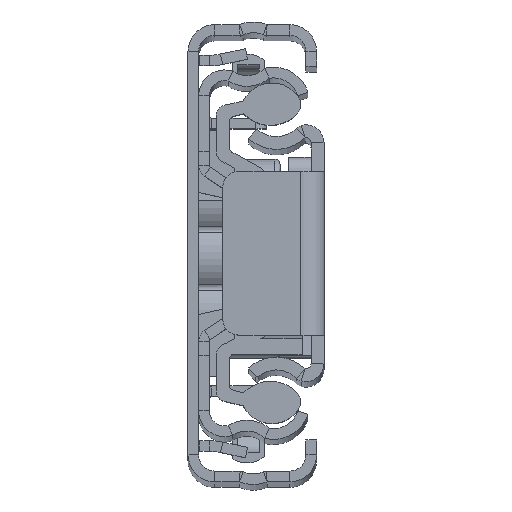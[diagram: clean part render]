
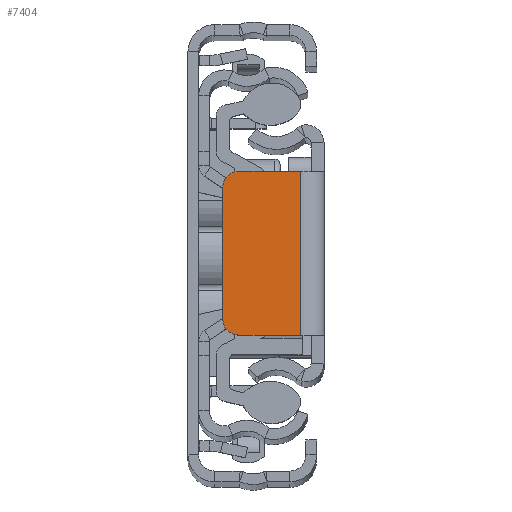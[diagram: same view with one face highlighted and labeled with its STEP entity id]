
A CAD part, top view. The second image highlights one B-rep face of the part: STEP entity #7404.
In plain terms, the highlighted planar face has unit normal (0, 0, 1).
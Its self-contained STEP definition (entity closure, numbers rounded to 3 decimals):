
#261 = AXIS2_PLACEMENT_3D ( 'NONE', #10849, #16972, #18659 ) ;
#459 = DIRECTION ( 'NONE',  ( 0., -1., 0. ) ) ;
#471 = EDGE_CURVE ( 'NONE', #12735, #8438, #15849, .T. ) ;
#1024 = ORIENTED_EDGE ( 'NONE', *, *, #7924, .T. ) ;
#1652 = CARTESIAN_POINT ( 'NONE',  ( -9.45, -6.15, 0. ) ) ;
#1808 = DIRECTION ( 'NONE',  ( -1., 0., 0. ) ) ;
#2736 = VERTEX_POINT ( 'NONE', #1652 ) ;
#3510 = CARTESIAN_POINT ( 'NONE',  ( -7.95, 7.65, 0. ) ) ;
#4758 = VECTOR ( 'NONE', #1808, 1000. ) ;
#4856 = CIRCLE ( 'NONE', #15616, 1.5 ) ;
#5009 = CIRCLE ( 'NONE', #6357, 1.5 ) ;
#5605 = LINE ( 'NONE', #13717, #7848 ) ;
#5947 = CARTESIAN_POINT ( 'NONE',  ( -7.95, -6.15, 0. ) ) ;
#6257 = ORIENTED_EDGE ( 'NONE', *, *, #471, .T. ) ;
#6357 = AXIS2_PLACEMENT_3D ( 'NONE', #19169, #16202, #6621 ) ;
#6621 = DIRECTION ( 'NONE',  ( -1., 0., 0. ) ) ;
#6637 = CARTESIAN_POINT ( 'NONE',  ( -7.95, -7.65, 0. ) ) ;
#6724 = VERTEX_POINT ( 'NONE', #9663 ) ;
#7370 = FACE_OUTER_BOUND ( 'NONE', #12335, .T. ) ;
#7404 = ADVANCED_FACE ( 'NONE', ( #7370 ), #15587, .F. ) ;
#7577 = VERTEX_POINT ( 'NONE', #6637 ) ;
#7848 = VECTOR ( 'NONE', #16888, 1000. ) ;
#7924 = EDGE_CURVE ( 'NONE', #8438, #11412, #5009, .T. ) ;
#7965 = CARTESIAN_POINT ( 'NONE',  ( 0., 7.65, 0. ) ) ;
#8438 = VERTEX_POINT ( 'NONE', #3510 ) ;
#9663 = CARTESIAN_POINT ( 'NONE',  ( -2.2, -7.65, 0. ) ) ;
#10528 = ORIENTED_EDGE ( 'NONE', *, *, #13668, .T. ) ;
#10806 = VECTOR ( 'NONE', #459, 1000. ) ;
#10849 = CARTESIAN_POINT ( 'NONE',  ( 0., 0., 0. ) ) ;
#11071 = DIRECTION ( 'NONE',  ( 1., 0., 0. ) ) ;
#11412 = VERTEX_POINT ( 'NONE', #17244 ) ;
#11495 = LINE ( 'NONE', #17804, #16952 ) ;
#11515 = EDGE_CURVE ( 'NONE', #12735, #6724, #16807, .T. ) ;
#12335 = EDGE_LOOP ( 'NONE', ( #19850, #17448, #10528, #19241, #6257, #1024 ) ) ;
#12735 = VERTEX_POINT ( 'NONE', #18651 ) ;
#13668 = EDGE_CURVE ( 'NONE', #7577, #6724, #11495, .T. ) ;
#13717 = CARTESIAN_POINT ( 'NONE',  ( -9.45, 0., 0. ) ) ;
#14278 = DIRECTION ( 'NONE',  ( 0., 0., 1. ) ) ;
#14656 = EDGE_CURVE ( 'NONE', #11412, #2736, #5605, .T. ) ;
#15587 = PLANE ( 'NONE',  #261 ) ;
#15616 = AXIS2_PLACEMENT_3D ( 'NONE', #5947, #14278, #18816 ) ;
#15849 = LINE ( 'NONE', #7965, #4758 ) ;
#16202 = DIRECTION ( 'NONE',  ( 0., 0., 1. ) ) ;
#16357 = EDGE_CURVE ( 'NONE', #2736, #7577, #4856, .T. ) ;
#16807 = LINE ( 'NONE', #18084, #10806 ) ;
#16888 = DIRECTION ( 'NONE',  ( 0., -1., 0. ) ) ;
#16952 = VECTOR ( 'NONE', #11071, 1000. ) ;
#16972 = DIRECTION ( 'NONE',  ( 0., 0., -1. ) ) ;
#17244 = CARTESIAN_POINT ( 'NONE',  ( -9.45, 6.15, 0. ) ) ;
#17448 = ORIENTED_EDGE ( 'NONE', *, *, #16357, .T. ) ;
#17804 = CARTESIAN_POINT ( 'NONE',  ( 0., -7.65, 0. ) ) ;
#18084 = CARTESIAN_POINT ( 'NONE',  ( -2.2, -7.65, 0. ) ) ;
#18651 = CARTESIAN_POINT ( 'NONE',  ( -2.2, 7.65, 0. ) ) ;
#18659 = DIRECTION ( 'NONE',  ( -1., 0., 0. ) ) ;
#18816 = DIRECTION ( 'NONE',  ( -1., 0., 0. ) ) ;
#19169 = CARTESIAN_POINT ( 'NONE',  ( -7.95, 6.15, 0. ) ) ;
#19241 = ORIENTED_EDGE ( 'NONE', *, *, #11515, .F. ) ;
#19850 = ORIENTED_EDGE ( 'NONE', *, *, #14656, .T. ) ;
